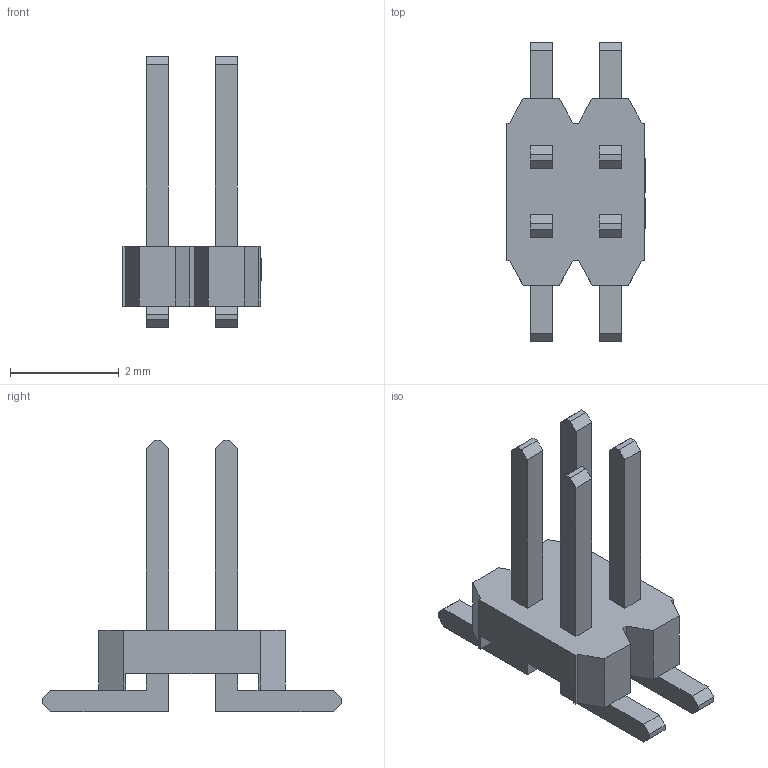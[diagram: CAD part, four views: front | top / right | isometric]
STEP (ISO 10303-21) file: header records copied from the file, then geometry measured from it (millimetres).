
FILE_DESCRIPTION (( 'STEP AP214' ), '1' );
FILE_NAME ('HDR-SMD_4P-P1.27-M-LS-2X2P.step', '2022-07-02T10:57:14', ( '' ), ( '' ), 'SwSTEP 2.0', 'SolidWorks 2020', '' );
FILE_SCHEMA (( 'AUTOMOTIVE_DESIGN' ));
Length unit declared in the file: millimetre
Products named in the file (1): HDR-SMD_4P-P1.27-M-LS-2X2P
Bounding box: 2.55 x 5.5 x 5 mm (x, y, z)
Volume: 11 mm3; surface area: 68.1 mm2
Topology: 1 solids, 1 shells, 382 faces, 1046 edges, 692 vertices
Faces by surface type: plane 268, bspline 114
Entity records: 16178 total; most frequent: CARTESIAN_POINT 4483, ORIENTED_EDGE 2092, DIRECTION 1352, EDGE_CURVE 1046, VECTOR 814, LINE 814, VERTEX_POINT 692, EDGE_LOOP 416
